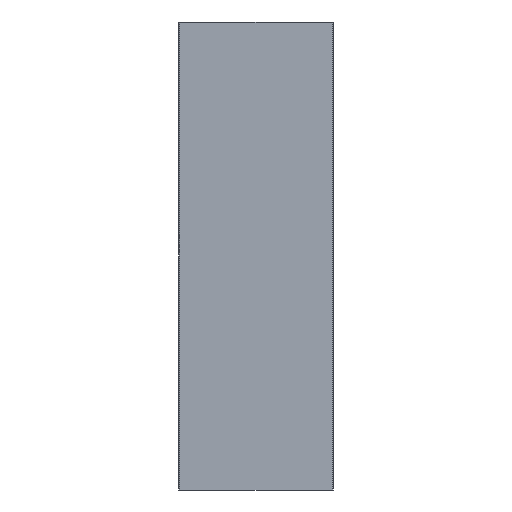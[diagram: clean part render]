
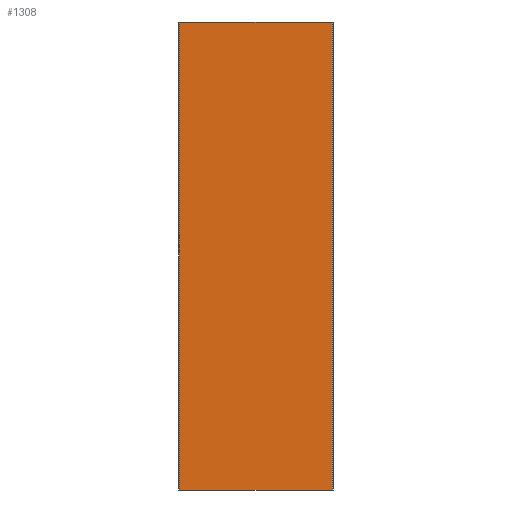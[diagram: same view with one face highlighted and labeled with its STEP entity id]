
A CAD part, front view. The second image highlights one B-rep face of the part: STEP entity #1308.
In plain terms, the highlighted planar face has unit normal (0, -1, 0).
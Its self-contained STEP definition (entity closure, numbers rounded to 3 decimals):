
#10 = CARTESIAN_POINT ( 'NONE',  ( -97.75, 0., 600. ) ) ;
#41 = CARTESIAN_POINT ( 'NONE',  ( -97.75, 0., 0. ) ) ;
#50 = CARTESIAN_POINT ( 'NONE',  ( 97.75, 0., 600. ) ) ;
#62 = CARTESIAN_POINT ( 'NONE',  ( 97.75, 0., 0. ) ) ;
#127 = CARTESIAN_POINT ( 'NONE',  ( 97.75, 0., 600. ) ) ;
#131 = PLANE ( 'NONE',  #1125 ) ;
#133 = DIRECTION ( 'NONE',  ( 0., 1., 0. ) ) ;
#134 = DIRECTION ( 'NONE',  ( 0., 0., 1. ) ) ;
#271 = VERTEX_POINT ( 'NONE', #10 ) ;
#297 = ORIENTED_EDGE ( 'NONE', *, *, #1201, .F. ) ;
#313 = EDGE_LOOP ( 'NONE', ( #801, #297, #342, #429 ) ) ;
#329 = LINE ( 'NONE', #936, #738 ) ;
#342 = ORIENTED_EDGE ( 'NONE', *, *, #1262, .F. ) ;
#366 = VECTOR ( 'NONE', #1083, 1000. ) ;
#385 = VECTOR ( 'NONE', #932, 1000. ) ;
#400 = LINE ( 'NONE', #959, #735 ) ;
#429 = ORIENTED_EDGE ( 'NONE', *, *, #1212, .T. ) ;
#454 = LINE ( 'NONE', #1082, #366 ) ;
#507 = LINE ( 'NONE', #937, #385 ) ;
#530 = VERTEX_POINT ( 'NONE', #41 ) ;
#618 = VERTEX_POINT ( 'NONE', #50 ) ;
#668 = FACE_OUTER_BOUND ( 'NONE', #313, .T. ) ;
#700 = VERTEX_POINT ( 'NONE', #62 ) ;
#735 = VECTOR ( 'NONE', #960, 1000. ) ;
#738 = VECTOR ( 'NONE', #942, 1000. ) ;
#801 = ORIENTED_EDGE ( 'NONE', *, *, #1202, .T. ) ;
#932 = DIRECTION ( 'NONE',  ( 0., 0., -1. ) ) ;
#936 = CARTESIAN_POINT ( 'NONE',  ( 97.75, 0., 0. ) ) ;
#937 = CARTESIAN_POINT ( 'NONE',  ( 97.75, 0., 600. ) ) ;
#942 = DIRECTION ( 'NONE',  ( 1., 0., 0. ) ) ;
#959 = CARTESIAN_POINT ( 'NONE',  ( -97.75, 0., 600. ) ) ;
#960 = DIRECTION ( 'NONE',  ( 0., 0., -1. ) ) ;
#1082 = CARTESIAN_POINT ( 'NONE',  ( 97.75, 0., 600. ) ) ;
#1083 = DIRECTION ( 'NONE',  ( 1., 0., 0. ) ) ;
#1125 = AXIS2_PLACEMENT_3D ( 'NONE', #127, #133, #134 ) ;
#1201 = EDGE_CURVE ( 'NONE', #618, #700, #507, .T. ) ;
#1202 = EDGE_CURVE ( 'NONE', #530, #700, #329, .T. ) ;
#1212 = EDGE_CURVE ( 'NONE', #271, #530, #400, .T. ) ;
#1262 = EDGE_CURVE ( 'NONE', #271, #618, #454, .T. ) ;
#1308 = ADVANCED_FACE ( 'NONE', ( #668 ), #131, .F. ) ;
